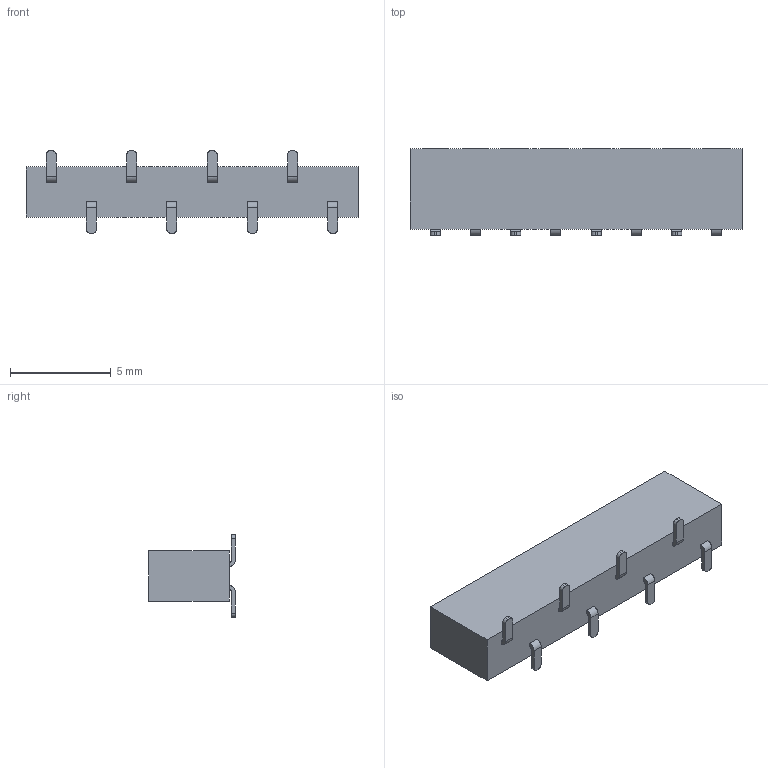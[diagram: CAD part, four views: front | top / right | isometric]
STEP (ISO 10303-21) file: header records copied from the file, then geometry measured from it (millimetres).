
FILE_DESCRIPTION( ('This file contains a STEP AP42 implementation' ,'as created by ZW3D STEP Interface translator.') ,'2;1' );
FILE_NAME( '2240-1XXMXXCUNX1.stp' ,'23 414.144219', (''), ('ZWCAD Software Co.'), 'Version 1.0', 'ZW3D to STEP translator', '' );
FILE_SCHEMA(('AUTOMOTIVE_DESIGN { 1 0 10303 214 1 1 1 1 }'));
Length unit declared in the file: millimetre
Products named in the file (2): 0; 2240-120MXXCUNX1
Bounding box: 16.5 x 4.3 x 4.1 mm (x, y, z)
Volume: 128.9 mm3; surface area: 503.5 mm2
Topology: 1 solids, 1 shells, 822 faces, 2368 edges, 1540 vertices
Faces by surface type: plane 494, cylinder 208, bspline 120
Entity records: 37164 total; most frequent: CARTESIAN_POINT 19585, ORIENTED_EDGE 4736, EDGE_CURVE 2368, B_SPLINE_CURVE_WITH_KNOTS 2190, DIRECTION 1600, VERTEX_POINT 1540, EDGE_LOOP 846, FACE_OUTER_BOUND 822
